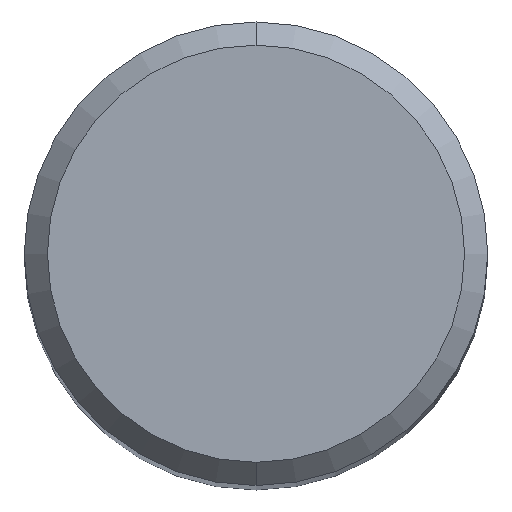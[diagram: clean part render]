
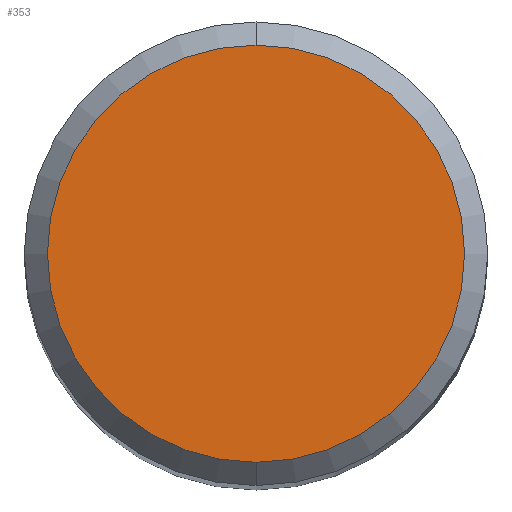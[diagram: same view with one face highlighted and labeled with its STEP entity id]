
A CAD part, top view. The second image highlights one B-rep face of the part: STEP entity #353.
In plain terms, the highlighted planar face has unit normal (0, 0, 1).
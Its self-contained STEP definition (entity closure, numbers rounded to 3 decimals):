
#305=EDGE_CURVE('',#407,#323,#620,.T.);
#323=VERTEX_POINT('',#639);
#353=ADVANCED_FACE('',(#670),#671,.T.);
#407=VERTEX_POINT('',#736);
#411=EDGE_CURVE('',#323,#407,#741,.T.);
#620=CIRCLE('',#1099,3.6);
#639=CARTESIAN_POINT('',(0.0,3.6,0.0));
#670=FACE_OUTER_BOUND('',#1214,.T.);
#671=PLANE('',#1215);
#736=CARTESIAN_POINT('',(0.,-3.6,0.0));
#741=CIRCLE('',#1345,3.6);
#1099=AXIS2_PLACEMENT_3D('',#1582,#1583,#1584);
#1214=EDGE_LOOP('',(#1620,#1621));
#1215=AXIS2_PLACEMENT_3D('',#1622,#1623,#1624);
#1345=AXIS2_PLACEMENT_3D('',#1736,#1737,#1738);
#1582=CARTESIAN_POINT('',(0.0,0.0,0.0));
#1583=DIRECTION('',(0.0,0.0,-1.0));
#1584=DIRECTION('',(0.0,1.0,0.0));
#1620=ORIENTED_EDGE('',*,*,#411,.F.);
#1621=ORIENTED_EDGE('',*,*,#305,.F.);
#1622=CARTESIAN_POINT('',(0.0,1.8,0.0));
#1623=DIRECTION('',(-0.0,0.0,1.0));
#1624=DIRECTION('',(0.0,-1.0,0.0));
#1736=CARTESIAN_POINT('',(0.0,0.0,0.0));
#1737=DIRECTION('',(0.0,0.0,-1.0));
#1738=DIRECTION('',(0.0,1.0,0.0));
